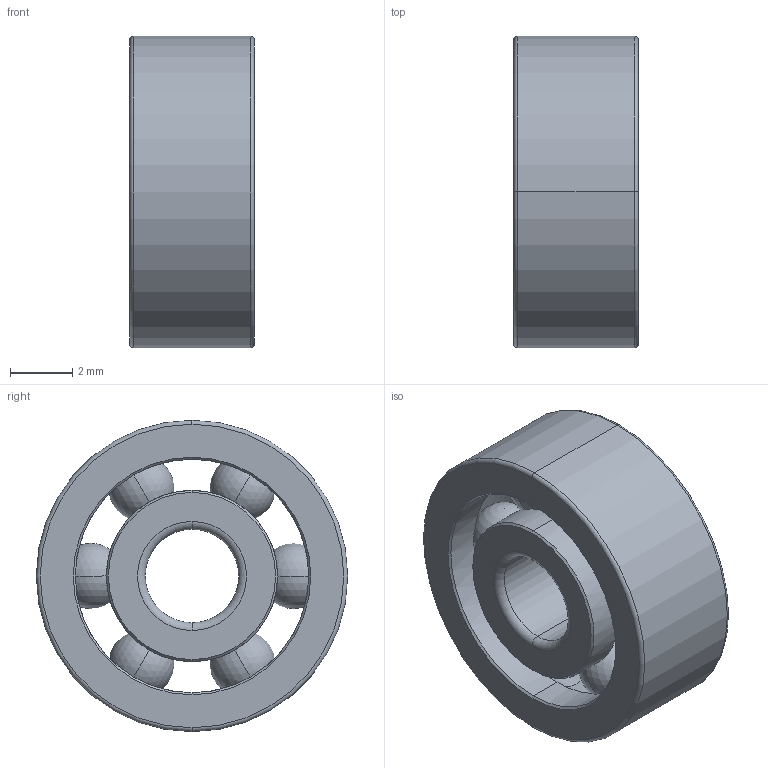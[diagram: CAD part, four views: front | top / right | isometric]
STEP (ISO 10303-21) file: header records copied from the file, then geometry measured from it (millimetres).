
FILE_DESCRIPTION (( 'STEP AP203' ), '1' );
FILE_NAME ('3mm Bearing SKF 623 (RS 285-0790).STEP', '2012-01-01T14:30:34', ( '' ), ( '' ), 'SwSTEP 2.0', 'SolidWorks 2011', '' );
FILE_SCHEMA (( 'CONFIG_CONTROL_DESIGN' ));
Length unit declared in the file: millimetre
Products named in the file (1): 3mm Bearing SKF 623 (RS 285-0790)
Bounding box: 4 x 10 x 10 mm (x, y, z)
Volume: 207 mm3; surface area: 485.3 mm2
Topology: 1 solids, 1 shells, 149 faces, 459 edges, 297 vertices
Faces by surface type: plane 47, bspline 41, torus 29, sphere 12, cylinder 12, cone 8
Entity records: 7176 total; most frequent: CARTESIAN_POINT 3535, ORIENTED_EDGE 858, DIRECTION 575, EDGE_CURVE 429, VERTEX_POINT 279, AXIS2_PLACEMENT_3D 203, LINE 169, VECTOR 169
